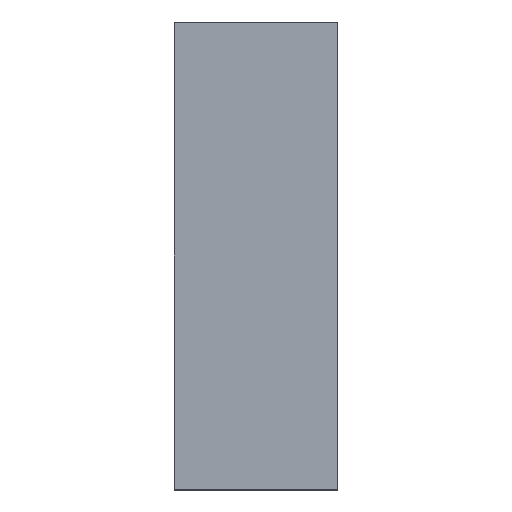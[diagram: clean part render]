
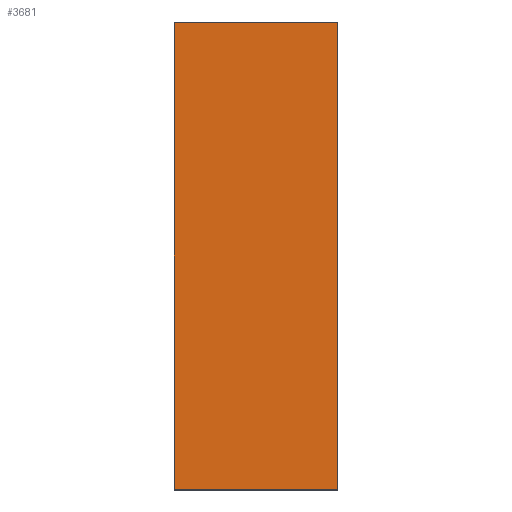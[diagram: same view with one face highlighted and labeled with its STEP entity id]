
A CAD part, left-side view. The second image highlights one B-rep face of the part: STEP entity #3681.
In plain terms, the highlighted planar face has unit normal (-1, 0, 0).
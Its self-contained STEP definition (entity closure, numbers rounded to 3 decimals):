
#4 = EDGE_LOOP ( 'NONE', ( #2103, #3237, #797, #159, #2403, #2529, #324, #2053 ) ) ;
#99 = EDGE_CURVE ( 'NONE', #2874, #2314, #1324, .T. ) ;
#140 = VERTEX_POINT ( 'NONE', #2963 ) ;
#153 = VECTOR ( 'NONE', #2090, 1000. ) ;
#155 = CARTESIAN_POINT ( 'NONE',  ( -1., 0., -0.5 ) ) ;
#159 = ORIENTED_EDGE ( 'NONE', *, *, #1126, .F. ) ;
#165 = CARTESIAN_POINT ( 'NONE',  ( -1., 0., 0.282 ) ) ;
#194 = VECTOR ( 'NONE', #2333, 1000. ) ;
#282 = LINE ( 'NONE', #2158, #2457 ) ;
#324 = ORIENTED_EDGE ( 'NONE', *, *, #3646, .F. ) ;
#351 = VECTOR ( 'NONE', #1747, 1000. ) ;
#409 = DIRECTION ( 'NONE',  ( 0., 0., 1. ) ) ;
#511 = LINE ( 'NONE', #686, #153 ) ;
#529 = DIRECTION ( 'NONE',  ( 0., 0., 1. ) ) ;
#599 = CARTESIAN_POINT ( 'NONE',  ( -1., 0.35, 0.282 ) ) ;
#624 = DIRECTION ( 'NONE',  ( 0., 0., 1. ) ) ;
#628 = DIRECTION ( 'NONE',  ( 1., 0., 0. ) ) ;
#686 = CARTESIAN_POINT ( 'NONE',  ( -1., 0.35, -0.5 ) ) ;
#716 = CARTESIAN_POINT ( 'NONE',  ( -1., 0., -0.5 ) ) ;
#733 = EDGE_CURVE ( 'NONE', #2314, #1584, #1351, .T. ) ;
#783 = VECTOR ( 'NONE', #409, 1000. ) ;
#797 = ORIENTED_EDGE ( 'NONE', *, *, #733, .T. ) ;
#924 = VECTOR ( 'NONE', #529, 1000. ) ;
#929 = CARTESIAN_POINT ( 'NONE',  ( -1., 0.35, -0.5 ) ) ;
#952 = EDGE_CURVE ( 'NONE', #1798, #3603, #2015, .T. ) ;
#1126 = EDGE_CURVE ( 'NONE', #2422, #1584, #1457, .T. ) ;
#1188 = DIRECTION ( 'NONE',  ( 0., 0., -1. ) ) ;
#1211 = DIRECTION ( 'NONE',  ( 0., 0., 1. ) ) ;
#1324 = LINE ( 'NONE', #2639, #2578 ) ;
#1351 = LINE ( 'NONE', #716, #783 ) ;
#1393 = LINE ( 'NONE', #2313, #3607 ) ;
#1450 = EDGE_CURVE ( 'NONE', #140, #3310, #511, .T. ) ;
#1457 = LINE ( 'NONE', #2305, #194 ) ;
#1584 = VERTEX_POINT ( 'NONE', #2400 ) ;
#1720 = CARTESIAN_POINT ( 'NONE',  ( -1., 0.35, -0.282 ) ) ;
#1747 = DIRECTION ( 'NONE',  ( 0., 0., 1. ) ) ;
#1798 = VERTEX_POINT ( 'NONE', #1720 ) ;
#1858 = LINE ( 'NONE', #3479, #351 ) ;
#1905 = CARTESIAN_POINT ( 'NONE',  ( -1., 0., -0.282 ) ) ;
#1932 = CARTESIAN_POINT ( 'NONE',  ( -1., 0.35, 0.5 ) ) ;
#2003 = EDGE_CURVE ( 'NONE', #3310, #2874, #1393, .T. ) ;
#2015 = LINE ( 'NONE', #2810, #924 ) ;
#2053 = ORIENTED_EDGE ( 'NONE', *, *, #1450, .T. ) ;
#2090 = DIRECTION ( 'NONE',  ( 0., -1., 0. ) ) ;
#2103 = ORIENTED_EDGE ( 'NONE', *, *, #2003, .T. ) ;
#2158 = CARTESIAN_POINT ( 'NONE',  ( -1., 0.35, -0.5 ) ) ;
#2246 = EDGE_CURVE ( 'NONE', #3603, #2422, #282, .T. ) ;
#2305 = CARTESIAN_POINT ( 'NONE',  ( -1., 0.35, 0.5 ) ) ;
#2313 = CARTESIAN_POINT ( 'NONE',  ( -1., 0., -0.5 ) ) ;
#2314 = VERTEX_POINT ( 'NONE', #165 ) ;
#2323 = PLANE ( 'NONE',  #3174 ) ;
#2333 = DIRECTION ( 'NONE',  ( 0., -1., 0. ) ) ;
#2400 = CARTESIAN_POINT ( 'NONE',  ( -1., 0., 0.5 ) ) ;
#2403 = ORIENTED_EDGE ( 'NONE', *, *, #2246, .F. ) ;
#2422 = VERTEX_POINT ( 'NONE', #1932 ) ;
#2455 = DIRECTION ( 'NONE',  ( 0., 0., 1. ) ) ;
#2457 = VECTOR ( 'NONE', #2455, 1000. ) ;
#2529 = ORIENTED_EDGE ( 'NONE', *, *, #952, .F. ) ;
#2578 = VECTOR ( 'NONE', #624, 1000. ) ;
#2639 = CARTESIAN_POINT ( 'NONE',  ( -1., 0., -0.5 ) ) ;
#2810 = CARTESIAN_POINT ( 'NONE',  ( -1., 0.35, -0.5 ) ) ;
#2874 = VERTEX_POINT ( 'NONE', #1905 ) ;
#2963 = CARTESIAN_POINT ( 'NONE',  ( -1., 0.35, -0.5 ) ) ;
#3174 = AXIS2_PLACEMENT_3D ( 'NONE', #929, #628, #1188 ) ;
#3237 = ORIENTED_EDGE ( 'NONE', *, *, #99, .T. ) ;
#3303 = FACE_OUTER_BOUND ( 'NONE', #4, .T. ) ;
#3310 = VERTEX_POINT ( 'NONE', #155 ) ;
#3479 = CARTESIAN_POINT ( 'NONE',  ( -1., 0.35, -0.5 ) ) ;
#3603 = VERTEX_POINT ( 'NONE', #599 ) ;
#3607 = VECTOR ( 'NONE', #1211, 1000. ) ;
#3646 = EDGE_CURVE ( 'NONE', #140, #1798, #1858, .T. ) ;
#3681 = ADVANCED_FACE ( 'NONE', ( #3303 ), #2323, .F. ) ;
